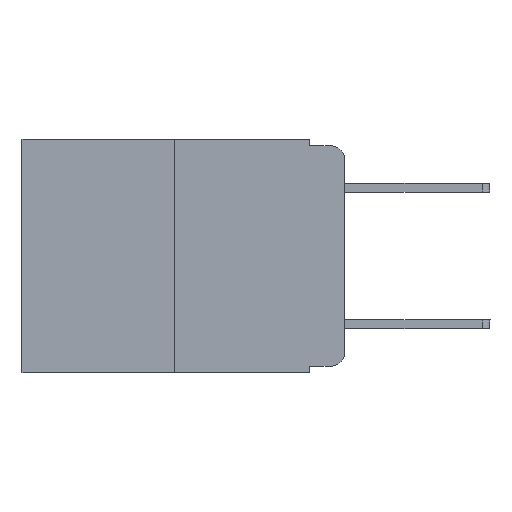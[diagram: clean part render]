
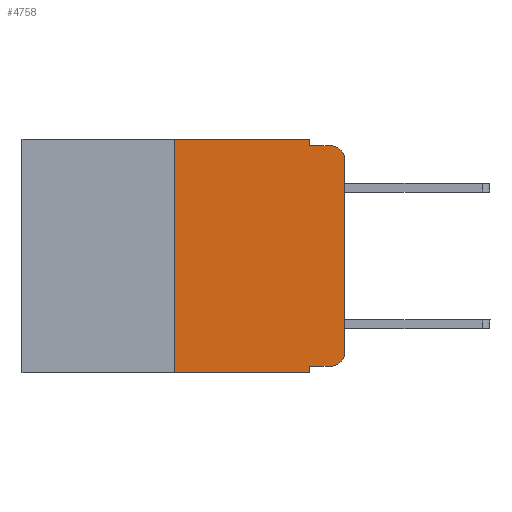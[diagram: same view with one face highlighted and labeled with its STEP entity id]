
A CAD part, left-side view. The second image highlights one B-rep face of the part: STEP entity #4758.
In plain terms, the highlighted planar face has unit normal (-1, 0, 0).
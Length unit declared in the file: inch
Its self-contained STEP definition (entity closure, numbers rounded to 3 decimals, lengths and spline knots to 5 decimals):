
#727 = CARTESIAN_POINT ( 'NONE',  ( 0., 0.051, -0.343 ) ) ;
#852 = CARTESIAN_POINT ( 'NONE',  ( 0., 0.051, -0.01 ) ) ;
#1126 = CARTESIAN_POINT ( 'NONE',  ( 0., 0.25, -0.343 ) ) ;
#1488 = DIRECTION ( 'NONE',  ( -1., 0., 0. ) ) ;
#2569 = VECTOR ( 'NONE', #15259, 39.37008 ) ;
#2666 = CARTESIAN_POINT ( 'NONE',  ( 0., 0.051, -0.333 ) ) ;
#2726 = DIRECTION ( 'NONE',  ( 0., -1., 0. ) ) ;
#2752 = LINE ( 'NONE', #17133, #12327 ) ;
#3404 = EDGE_CURVE ( 'NONE', #13357, #10529, #4690, .T. ) ;
#3488 = AXIS2_PLACEMENT_3D ( 'NONE', #12986, #1488, #19271 ) ;
#3789 = VECTOR ( 'NONE', #10056, 39.37008 ) ;
#4117 = DIRECTION ( 'NONE',  ( 0., 0., -1. ) ) ;
#4211 = CIRCLE ( 'NONE', #3488, 0.02 ) ;
#4393 = VECTOR ( 'NONE', #11996, 39.37008 ) ;
#4399 = FACE_OUTER_BOUND ( 'NONE', #12870, .T. ) ;
#4591 = VECTOR ( 'NONE', #12044, 39.37008 ) ;
#4690 = CIRCLE ( 'NONE', #8570, 0.02 ) ;
#4758 = ADVANCED_FACE ( 'NONE', ( #4399 ), #5752, .F. ) ;
#4888 = EDGE_CURVE ( 'NONE', #5532, #11610, #20524, .T. ) ;
#5213 = CARTESIAN_POINT ( 'NONE',  ( 0., 0.051, 0. ) ) ;
#5532 = VERTEX_POINT ( 'NONE', #5756 ) ;
#5752 = PLANE ( 'NONE',  #12130 ) ;
#5756 = CARTESIAN_POINT ( 'NONE',  ( 0., 0.25, 0. ) ) ;
#5792 = ORIENTED_EDGE ( 'NONE', *, *, #6156, .F. ) ;
#6127 = LINE ( 'NONE', #13712, #4591 ) ;
#6139 = ORIENTED_EDGE ( 'NONE', *, *, #17238, .F. ) ;
#6156 = EDGE_CURVE ( 'NONE', #18657, #11163, #12634, .T. ) ;
#6653 = VERTEX_POINT ( 'NONE', #1126 ) ;
#6654 = DIRECTION ( 'NONE',  ( 0., 0., -1. ) ) ;
#6854 = VECTOR ( 'NONE', #6654, 39.37008 ) ;
#7441 = DIRECTION ( 'NONE',  ( 1., 0., 0. ) ) ;
#8563 = ORIENTED_EDGE ( 'NONE', *, *, #16119, .F. ) ;
#8570 = AXIS2_PLACEMENT_3D ( 'NONE', #10080, #10009, #17956 ) ;
#8903 = ORIENTED_EDGE ( 'NONE', *, *, #16473, .T. ) ;
#9265 = CARTESIAN_POINT ( 'NONE',  ( 0., 0.051, 0. ) ) ;
#9530 = EDGE_CURVE ( 'NONE', #10529, #18320, #9867, .T. ) ;
#9716 = ORIENTED_EDGE ( 'NONE', *, *, #20823, .F. ) ;
#9867 = LINE ( 'NONE', #10486, #2569 ) ;
#10009 = DIRECTION ( 'NONE',  ( -1., 0., 0. ) ) ;
#10056 = DIRECTION ( 'NONE',  ( 0., 0., -1. ) ) ;
#10080 = CARTESIAN_POINT ( 'NONE',  ( 0., 0.02, -0.313 ) ) ;
#10323 = CARTESIAN_POINT ( 'NONE',  ( 0., 0., -0.03 ) ) ;
#10444 = CARTESIAN_POINT ( 'NONE',  ( 0., 0.473, -0.343 ) ) ;
#10486 = CARTESIAN_POINT ( 'NONE',  ( 0., 0., 0. ) ) ;
#10529 = VERTEX_POINT ( 'NONE', #15212 ) ;
#10571 = CARTESIAN_POINT ( 'NONE',  ( 0., 0.02, -0.333 ) ) ;
#10606 = VECTOR ( 'NONE', #2726, 39.37008 ) ;
#11075 = DIRECTION ( 'NONE',  ( 0., -1., 0. ) ) ;
#11163 = VERTEX_POINT ( 'NONE', #727 ) ;
#11610 = VERTEX_POINT ( 'NONE', #14738 ) ;
#11815 = VERTEX_POINT ( 'NONE', #852 ) ;
#11996 = DIRECTION ( 'NONE',  ( 0., -1., 0. ) ) ;
#12044 = DIRECTION ( 'NONE',  ( 0., -1., 0. ) ) ;
#12130 = AXIS2_PLACEMENT_3D ( 'NONE', #15802, #7441, #4117 ) ;
#12327 = VECTOR ( 'NONE', #17269, 39.37008 ) ;
#12634 = LINE ( 'NONE', #9265, #6854 ) ;
#12724 = VERTEX_POINT ( 'NONE', #18003 ) ;
#12870 = EDGE_LOOP ( 'NONE', ( #19866, #16049, #9716, #8563, #18920, #6139, #17346, #5792, #8903, #15277 ) ) ;
#12986 = CARTESIAN_POINT ( 'NONE',  ( 0., 0.02, -0.03 ) ) ;
#13357 = VERTEX_POINT ( 'NONE', #10571 ) ;
#13712 = CARTESIAN_POINT ( 'NONE',  ( 0., 0.051, -0.01 ) ) ;
#14319 = CARTESIAN_POINT ( 'NONE',  ( 0., 0.051, -0.333 ) ) ;
#14539 = EDGE_CURVE ( 'NONE', #6653, #11163, #14710, .T. ) ;
#14710 = LINE ( 'NONE', #10444, #4393 ) ;
#14738 = CARTESIAN_POINT ( 'NONE',  ( 0., 0.051, 0. ) ) ;
#14865 = LINE ( 'NONE', #2666, #10606 ) ;
#15212 = CARTESIAN_POINT ( 'NONE',  ( 0., 0., -0.313 ) ) ;
#15259 = DIRECTION ( 'NONE',  ( 0., 0., 1. ) ) ;
#15277 = ORIENTED_EDGE ( 'NONE', *, *, #3404, .T. ) ;
#15802 = CARTESIAN_POINT ( 'NONE',  ( 0., 0.473, 0. ) ) ;
#15981 = VECTOR ( 'NONE', #11075, 39.37008 ) ;
#16049 = ORIENTED_EDGE ( 'NONE', *, *, #18712, .T. ) ;
#16119 = EDGE_CURVE ( 'NONE', #11610, #11815, #16141, .T. ) ;
#16141 = LINE ( 'NONE', #5213, #3789 ) ;
#16473 = EDGE_CURVE ( 'NONE', #18657, #13357, #14865, .T. ) ;
#17133 = CARTESIAN_POINT ( 'NONE',  ( 0., 0.25, 0. ) ) ;
#17238 = EDGE_CURVE ( 'NONE', #6653, #5532, #2752, .T. ) ;
#17269 = DIRECTION ( 'NONE',  ( 0., 0., 1. ) ) ;
#17346 = ORIENTED_EDGE ( 'NONE', *, *, #14539, .T. ) ;
#17956 = DIRECTION ( 'NONE',  ( 0., 0., -1. ) ) ;
#18003 = CARTESIAN_POINT ( 'NONE',  ( 0., 0.02, -0.01 ) ) ;
#18320 = VERTEX_POINT ( 'NONE', #10323 ) ;
#18657 = VERTEX_POINT ( 'NONE', #14319 ) ;
#18712 = EDGE_CURVE ( 'NONE', #18320, #12724, #4211, .T. ) ;
#18920 = ORIENTED_EDGE ( 'NONE', *, *, #4888, .F. ) ;
#19088 = CARTESIAN_POINT ( 'NONE',  ( 0., 0.473, 0. ) ) ;
#19271 = DIRECTION ( 'NONE',  ( 0., 0., -1. ) ) ;
#19866 = ORIENTED_EDGE ( 'NONE', *, *, #9530, .T. ) ;
#20524 = LINE ( 'NONE', #19088, #15981 ) ;
#20823 = EDGE_CURVE ( 'NONE', #11815, #12724, #6127, .T. ) ;
